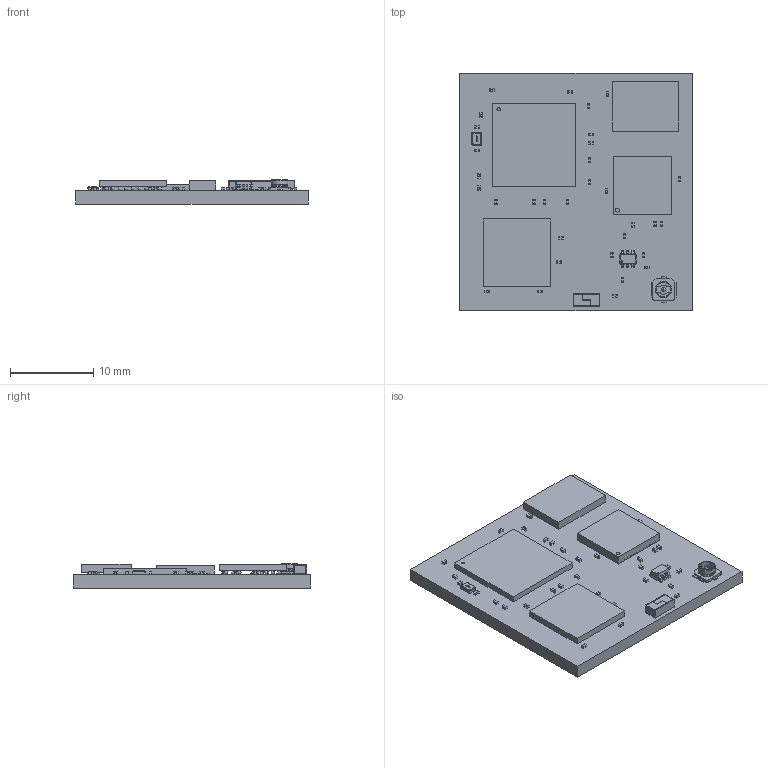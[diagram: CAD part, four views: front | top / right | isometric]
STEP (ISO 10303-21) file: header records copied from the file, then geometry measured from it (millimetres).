
FILE_DESCRIPTION(('KiCad electronic assembly'),'2;1');
FILE_NAME('F7MicroEmbed_RevA.step','2019-10-29T20:11:12',('An Author'),( 'A Company'),'Open CASCADE STEP processor 6.9', 'KiCad to STEP converter','Unknown');
FILE_SCHEMA(('AUTOMOTIVE_DESIGN { 1 0 10303 214 1 1 1 1 }'));
Length unit declared in the file: millimetre
Products named in the file (20): Open CASCADE STEP translator 6.9 1; C_0201_0603Metric; SOLID; a_1jb_3d_model_file; ABM12W; 54-TFBGA; COMPOUND; ESP32-PICO-D4--3DModel-STEP-56544; 8x6BGA_DUAL; SOT-363_SC-70-6; W3008--3DModel-STEP-56544; UFBGA-201_10x10mm_Layout15x15_P0.65mm
Assembly tree (50 placements, depth 3):
  Open CASCADE STEP translator 6.9 1
    C_0201_0603Metric  x32
      SOLID
    a_1jb_3d_model_file
      SOLID
    ABM12W
      SOLID
    54-TFBGA
      COMPOUND
    ESP32-PICO-D4--3DModel-STEP-56544
      COMPOUND
    8x6BGA_DUAL
      COMPOUND
    SOT-363_SC-70-6
      SOLID
    W3008--3DModel-STEP-56544
      COMPOUND
    UFBGA-201_10x10mm_Layout15x15_P0.65mm
      SOLID
    SOLID
Bounding box: 27.94 x 28.57 x 2.91 mm (x, y, z)
Volume: 1523.6 mm3; surface area: 2667 mm2
Topology: 177 solids, 177 shells, 1990 faces, 4964 edges, 3287 vertices
Faces by surface type: plane 1339, cylinder 445, sphere 142, bspline 61, cone 3
Full cylindrical faces by diameter (mm): 0.15 x1, 0.4 x1
Entity records: 68513 total; most frequent: CARTESIAN_POINT 13571, DIRECTION 9378, LINE 6487, VECTOR 6487, ORIENTED_EDGE 4844, PCURVE 4844, DEFINITIONAL_REPRESENTATION 4844, EDGE_CURVE 2422
